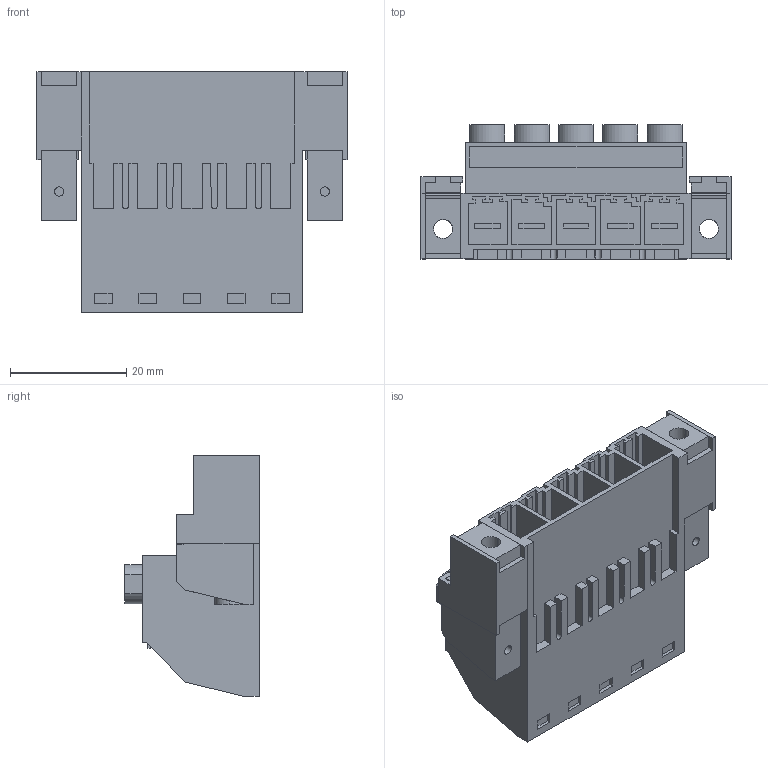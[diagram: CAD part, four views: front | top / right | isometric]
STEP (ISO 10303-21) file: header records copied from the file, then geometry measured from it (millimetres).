
FILE_DESCRIPTION(('CATIA V5R22 STEP214','CAx-IF Rec.Pracs.--- Model Styling and Organization---1.4--- 2014-01-23'),'2;1');
FILE_NAME ('D1459471_2_1931840000_1931840000.stp','2023-06-14T12:30:20+00:00',('none'),('Weidmueller'),'CATIA Version 5-6 Release 2016 SP3 HF44','CATIA V5 STEP AP214','none');
FILE_SCHEMA(('AUTOMOTIVE_DESIGN { 1 0 10303 214 1 1 1 1 }'));
Length unit declared in the file: millimetre
Products named in the file (1): 1931840000
Bounding box: 53.34 x 23.1 x 41.45 mm (x, y, z)
Volume: 19390 mm3; surface area: 16443.1 mm2
Topology: 15 solids, 15 shells, 540 faces, 1469 edges, 982 vertices
Faces by surface type: plane 485, cylinder 55
Entity records: 16676 total; most frequent: CARTESIAN_POINT 3168, ORIENTED_EDGE 2938, DIRECTION 2267, EDGE_CURVE 1469, VECTOR 1327, LINE 1327, VERTEX_POINT 982, EDGE_LOOP 579
